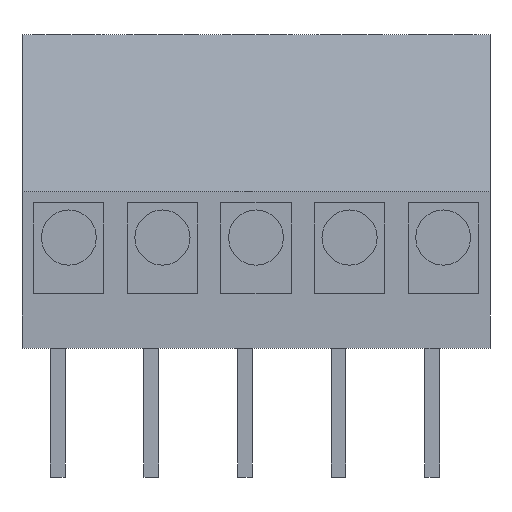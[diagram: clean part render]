
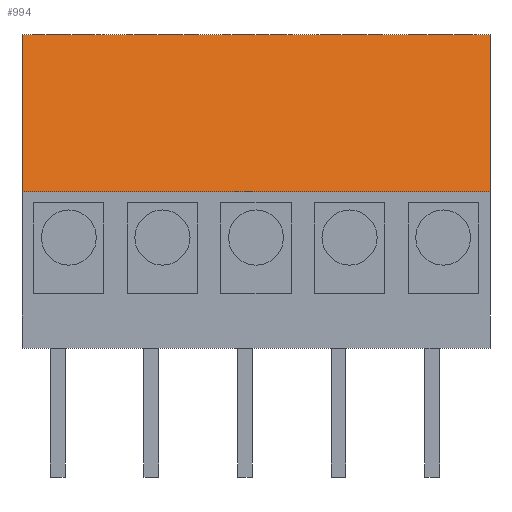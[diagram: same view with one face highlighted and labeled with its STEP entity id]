
A CAD part, front view. The second image highlights one B-rep face of the part: STEP entity #994.
In plain terms, the highlighted planar face has unit normal (0, -0.973, 0.229).
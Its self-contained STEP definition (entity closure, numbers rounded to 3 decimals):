
#32 = VERTEX_POINT('',#33);
#33 = CARTESIAN_POINT('',(11.71,-1.9,8.5));
#39 = EDGE_CURVE('',#32,#40,#42,.T.);
#40 = VERTEX_POINT('',#41);
#41 = CARTESIAN_POINT('',(-0.99,-1.9,8.5));
#42 = LINE('',#43,#44);
#43 = CARTESIAN_POINT('',(11.71,-1.9,8.5));
#44 = VECTOR('',#45,1.);
#45 = DIRECTION('',(-1.,0.,0.));
#903 = EDGE_CURVE('',#904,#40,#906,.T.);
#904 = VERTEX_POINT('',#905);
#905 = CARTESIAN_POINT('',(-0.99,-2.9,4.25));
#906 = LINE('',#907,#908);
#907 = CARTESIAN_POINT('',(-0.99,-2.9,4.25));
#908 = VECTOR('',#909,1.);
#909 = DIRECTION('',(0.,0.229,0.973));
#977 = VERTEX_POINT('',#978);
#978 = CARTESIAN_POINT('',(11.71,-2.9,4.25));
#984 = EDGE_CURVE('',#32,#977,#985,.T.);
#985 = LINE('',#986,#987);
#986 = CARTESIAN_POINT('',(11.71,-1.9,8.5));
#987 = VECTOR('',#988,1.);
#988 = DIRECTION('',(0.,-0.229,-0.973));
#994 = ADVANCED_FACE('',(#995),#1006,.F.);
#995 = FACE_BOUND('',#996,.F.);
#996 = EDGE_LOOP('',(#997,#998,#999,#1000));
#997 = ORIENTED_EDGE('',*,*,#903,.T.);
#998 = ORIENTED_EDGE('',*,*,#39,.F.);
#999 = ORIENTED_EDGE('',*,*,#984,.T.);
#1000 = ORIENTED_EDGE('',*,*,#1001,.F.);
#1001 = EDGE_CURVE('',#904,#977,#1002,.T.);
#1002 = LINE('',#1003,#1004);
#1003 = CARTESIAN_POINT('',(-0.99,-2.9,4.25));
#1004 = VECTOR('',#1005,1.);
#1005 = DIRECTION('',(1.,0.,0.));
#1006 = PLANE('',#1007);
#1007 = AXIS2_PLACEMENT_3D('',#1008,#1009,#1010);
#1008 = CARTESIAN_POINT('',(5.36,-2.4,6.375));
#1009 = DIRECTION('',(0.,0.973,-0.229));
#1010 = DIRECTION('',(0.,0.229,0.973));
